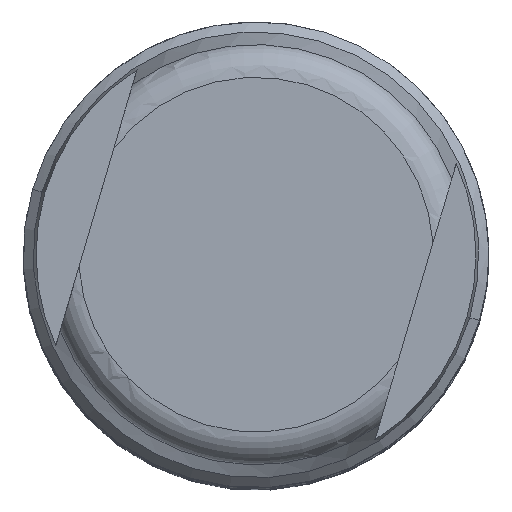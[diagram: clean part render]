
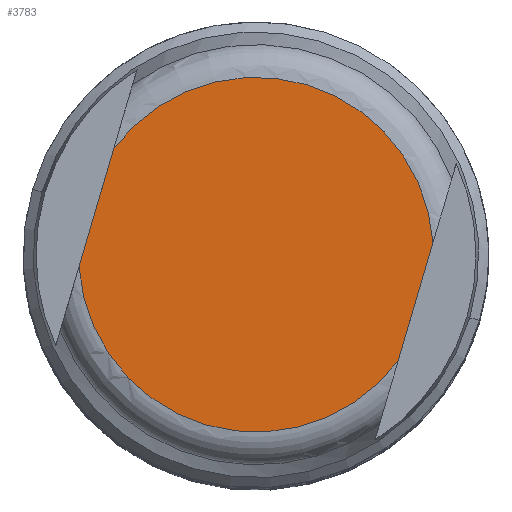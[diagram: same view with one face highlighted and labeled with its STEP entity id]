
A CAD part, top view. The second image highlights one B-rep face of the part: STEP entity #3783.
In plain terms, the highlighted planar face has unit normal (0, 0, 1).
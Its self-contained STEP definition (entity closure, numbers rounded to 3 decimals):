
#3678=AXIS2_PLACEMENT_3D('Circle Axis2P3D',#3676,#3677,$) ;
#3760=AXIS2_PLACEMENT_3D('Circle Axis2P3D',#3758,#3759,$) ;
#3775=AXIS2_PLACEMENT_3D('Plane Axis2P3D',#3772,#3773,#3774) ;
#3608=CARTESIAN_POINT('Vertex',(12.319,7.366,50.31)) ;
#3611=CARTESIAN_POINT('Line Origine',(11.797,5.589,50.31)) ;
#3615=CARTESIAN_POINT('Vertex',(11.274,3.813,50.31)) ;
#3666=CARTESIAN_POINT('Vertex',(1.681,6.634,50.31)) ;
#3676=CARTESIAN_POINT('Axis2P3D Location',(7.,7.,50.31)) ;
#3700=CARTESIAN_POINT('Line Origine',(2.203,8.411,50.31)) ;
#3704=CARTESIAN_POINT('Vertex',(2.726,10.187,50.31)) ;
#3758=CARTESIAN_POINT('Axis2P3D Location',(7.,7.,50.31)) ;
#3772=CARTESIAN_POINT('Axis2P3D Location',(7.,7.,50.31)) ;
#3612=DIRECTION('Vector Direction',(-0.282,-0.959,0.)) ;
#3677=DIRECTION('Axis2P3D Direction',(0.,0.,1.)) ;
#3701=DIRECTION('Vector Direction',(-0.282,-0.959,0.)) ;
#3759=DIRECTION('Axis2P3D Direction',(0.,0.,1.)) ;
#3773=DIRECTION('Axis2P3D Direction',(0.,0.,1.)) ;
#3774=DIRECTION('Axis2P3D XDirection',(-0.959,0.282,0.)) ;
#3613=VECTOR('Line Direction',#3612,1.) ;
#3702=VECTOR('Line Direction',#3701,1.) ;
#3778=ORIENTED_EDGE('',*,*,#3706,.T.) ;
#3779=ORIENTED_EDGE('',*,*,#3680,.T.) ;
#3780=ORIENTED_EDGE('',*,*,#3617,.F.) ;
#3781=ORIENTED_EDGE('',*,*,#3762,.T.) ;
#3783=ADVANCED_FACE('Hauptkoerper',(#3782),#3776,.T.) ;
#3679=CIRCLE('generated circle',#3678,5.332) ;
#3761=CIRCLE('generated circle',#3760,5.332) ;
#3617=EDGE_CURVE('',#3609,#3616,#3614,.T.) ;
#3680=EDGE_CURVE('',#3667,#3616,#3679,.T.) ;
#3706=EDGE_CURVE('',#3705,#3667,#3703,.T.) ;
#3762=EDGE_CURVE('',#3609,#3705,#3761,.T.) ;
#3777=EDGE_LOOP('',(#3778,#3779,#3780,#3781)) ;
#3782=FACE_OUTER_BOUND('',#3777,.T.) ;
#3614=LINE('Line',#3611,#3613) ;
#3703=LINE('Line',#3700,#3702) ;
#3776=PLANE('',#3775) ;
#3609=VERTEX_POINT('',#3608) ;
#3616=VERTEX_POINT('',#3615) ;
#3667=VERTEX_POINT('',#3666) ;
#3705=VERTEX_POINT('',#3704) ;
